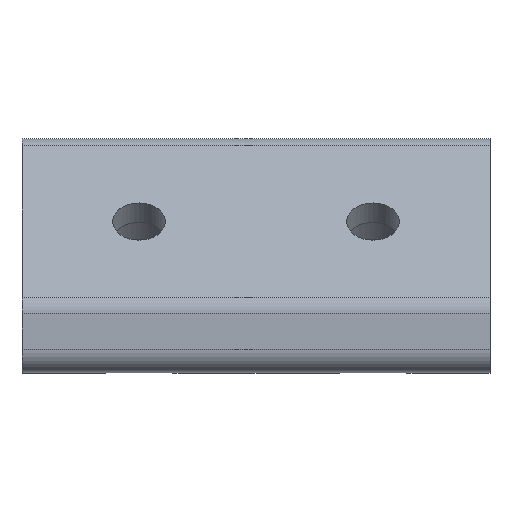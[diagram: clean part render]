
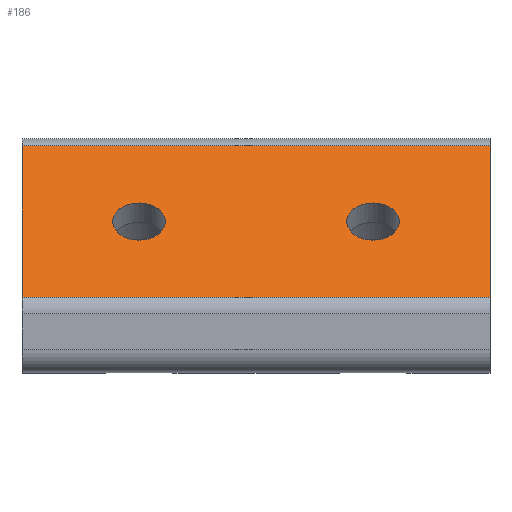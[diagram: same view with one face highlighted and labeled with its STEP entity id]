
A CAD part, top view. The second image highlights one B-rep face of the part: STEP entity #186.
In plain terms, the highlighted planar face has unit normal (0, 0.707, 0.707).
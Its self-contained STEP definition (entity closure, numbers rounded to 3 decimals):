
#186=ADVANCED_FACE('',(#292,#293,#294),#295,.T.);
#292=FACE_BOUND('',#499,.T.);
#293=FACE_BOUND('',#500,.T.);
#294=FACE_OUTER_BOUND('',#501,.T.);
#295=PLANE('',#502);
#499=EDGE_LOOP('',(#788));
#500=EDGE_LOOP('',(#789));
#501=EDGE_LOOP('',(#790,#791,#792,#793));
#502=AXIS2_PLACEMENT_3D('',#794,#795,#796);
#788=ORIENTED_EDGE('',*,*,#1605,.T.);
#789=ORIENTED_EDGE('',*,*,#1606,.T.);
#790=ORIENTED_EDGE('',*,*,#1607,.T.);
#791=ORIENTED_EDGE('',*,*,#1608,.T.);
#792=ORIENTED_EDGE('',*,*,#1609,.T.);
#793=ORIENTED_EDGE('',*,*,#1610,.T.);
#794=CARTESIAN_POINT('',(-64.891,40.0,11.716));
#795=DIRECTION('',(0.,0.707,0.707));
#796=DIRECTION('',(0.0,-0.707,0.707));
#1605=EDGE_CURVE('',#1953,#1953,#1954,.F.);
#1606=EDGE_CURVE('',#1955,#1955,#1956,.F.);
#1607=EDGE_CURVE('',#1957,#1958,#1959,.F.);
#1608=EDGE_CURVE('',#1958,#1960,#1961,.F.);
#1609=EDGE_CURVE('',#1960,#1962,#1963,.T.);
#1610=EDGE_CURVE('',#1962,#1957,#1964,.T.);
#1953=VERTEX_POINT('',#2798);
#1954=CIRCLE('',#2799,4.5);
#1955=VERTEX_POINT('',#2800);
#1956=CIRCLE('',#2801,4.5);
#1957=VERTEX_POINT('',#2802);
#1958=VERTEX_POINT('',#2803);
#1959=LINE('',#2804,#2805);
#1960=VERTEX_POINT('',#2806);
#1961=LINE('',#2807,#2808);
#1962=VERTEX_POINT('',#2809);
#1963=LINE('',#2810,#2811);
#1964=LINE('',#2812,#2813);
#2798=CARTESIAN_POINT('',(-20.0,22.676,29.04));
#2799=AXIS2_PLACEMENT_3D('',#3627,#3628,#3629);
#2800=CARTESIAN_POINT('',(20.0,22.676,29.04));
#2801=AXIS2_PLACEMENT_3D('',#3630,#3631,#3632);
#2802=CARTESIAN_POINT('',(40.0,12.887,38.828));
#2803=CARTESIAN_POINT('',(40.0,38.828,12.887));
#2804=CARTESIAN_POINT('',(40.0,40.0,11.716));
#2805=VECTOR('',#3633,1.0);
#2806=CARTESIAN_POINT('',(-40.0,38.828,12.887));
#2807=CARTESIAN_POINT('',(-64.891,38.828,12.887));
#2808=VECTOR('',#3634,1.0);
#2809=CARTESIAN_POINT('',(-40.0,12.887,38.828));
#2810=CARTESIAN_POINT('',(-40.0,40.0,11.716));
#2811=VECTOR('',#3635,1.0);
#2812=CARTESIAN_POINT('',(-64.891,12.887,38.828));
#2813=VECTOR('',#3636,1.0);
#3627=CARTESIAN_POINT('',(-20.0,25.858,25.858));
#3628=DIRECTION('',(0.,0.707,0.707));
#3629=DIRECTION('',(0.0,-0.707,0.707));
#3630=CARTESIAN_POINT('',(20.0,25.858,25.858));
#3631=DIRECTION('',(0.,0.707,0.707));
#3632=DIRECTION('',(0.0,-0.707,0.707));
#3633=DIRECTION('',(0.0,-0.707,0.707));
#3634=DIRECTION('',(1.0,0.,0.));
#3635=DIRECTION('',(0.0,-0.707,0.707));
#3636=DIRECTION('',(1.0,0.,0.));
